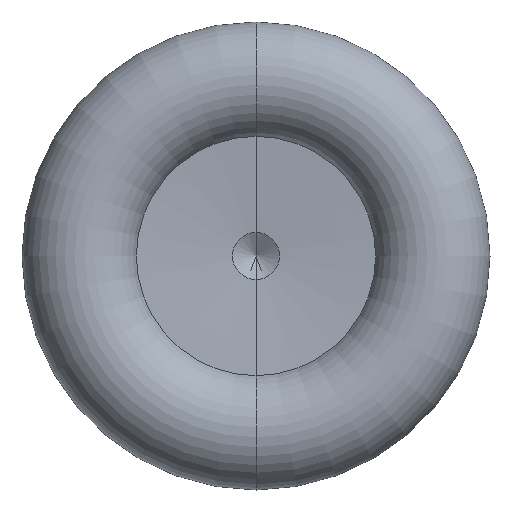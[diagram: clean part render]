
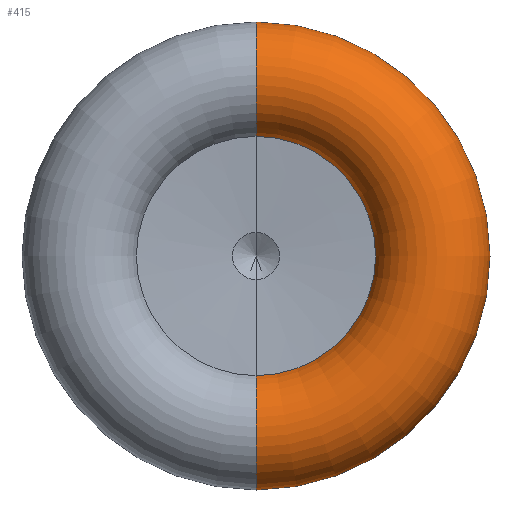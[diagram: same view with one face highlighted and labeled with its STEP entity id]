
A CAD part, front view. The second image highlights one B-rep face of the part: STEP entity #415.
In plain terms, the highlighted toroidal (fillet/blend) face has major radius 7.5 mm and minor radius 2.5 mm.
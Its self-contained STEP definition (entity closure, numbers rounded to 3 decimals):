
#22 = CARTESIAN_POINT ( 'NONE',  ( 0., 4.496, -9.005 ) ) ;
#23 = DIRECTION ( 'NONE',  ( 0., 1., 0. ) ) ;
#30 = DIRECTION ( 'NONE',  ( 0., 0., 1. ) ) ;
#42 = AXIS2_PLACEMENT_3D ( 'NONE', #529, #159, #427 ) ;
#46 = CARTESIAN_POINT ( 'NONE',  ( 0., 1.766, 5.11 ) ) ;
#77 = VERTEX_POINT ( 'NONE', #22 ) ;
#82 = AXIS2_PLACEMENT_3D ( 'NONE', #326, #23, #726 ) ;
#106 = CIRCLE ( 'NONE', #82, 5.11 ) ;
#131 = FACE_OUTER_BOUND ( 'NONE', #336, .T. ) ;
#159 = DIRECTION ( 'NONE',  ( 0., -1., 0. ) ) ;
#166 = VERTEX_POINT ( 'NONE', #266 ) ;
#173 = AXIS2_PLACEMENT_3D ( 'NONE', #610, #372, #30 ) ;
#190 = AXIS2_PLACEMENT_3D ( 'NONE', #528, #669, #370 ) ;
#227 = ORIENTED_EDGE ( 'NONE', *, *, #691, .F. ) ;
#266 = CARTESIAN_POINT ( 'NONE',  ( 0., 1.766, -5.11 ) ) ;
#282 = VERTEX_POINT ( 'NONE', #740 ) ;
#287 = CARTESIAN_POINT ( 'NONE',  ( 0., 2.5, 0. ) ) ;
#289 = ORIENTED_EDGE ( 'NONE', *, *, #666, .T. ) ;
#305 = TOROIDAL_SURFACE ( 'NONE', #640, 7.5, 2.5 ) ;
#308 = EDGE_CURVE ( 'NONE', #166, #77, #538, .T. ) ;
#326 = CARTESIAN_POINT ( 'NONE',  ( 0., 1.766, 0. ) ) ;
#336 = EDGE_LOOP ( 'NONE', ( #741, #645, #289, #227 ) ) ;
#370 = DIRECTION ( 'NONE',  ( 0., 0., -1. ) ) ;
#372 = DIRECTION ( 'NONE',  ( -1., 0., 0. ) ) ;
#415 = ADVANCED_FACE ( 'NONE', ( #131 ), #305, .T. ) ;
#427 = DIRECTION ( 'NONE',  ( 0., 0., 1. ) ) ;
#439 = VERTEX_POINT ( 'NONE', #46 ) ;
#495 = DIRECTION ( 'NONE',  ( 0., 0., 1. ) ) ;
#515 = CIRCLE ( 'NONE', #173, 2.5 ) ;
#528 = CARTESIAN_POINT ( 'NONE',  ( 0., 2.5, -7.5 ) ) ;
#529 = CARTESIAN_POINT ( 'NONE',  ( 0., 4.496, 0. ) ) ;
#538 = CIRCLE ( 'NONE', #190, 2.5 ) ;
#610 = CARTESIAN_POINT ( 'NONE',  ( 0., 2.5, 7.5 ) ) ;
#640 = AXIS2_PLACEMENT_3D ( 'NONE', #287, #681, #495 ) ;
#645 = ORIENTED_EDGE ( 'NONE', *, *, #308, .T. ) ;
#666 = EDGE_CURVE ( 'NONE', #77, #282, #692, .T. ) ;
#669 = DIRECTION ( 'NONE',  ( 1., 0., 0. ) ) ;
#681 = DIRECTION ( 'NONE',  ( 0., 1., 0. ) ) ;
#691 = EDGE_CURVE ( 'NONE', #439, #282, #515, .T. ) ;
#692 = CIRCLE ( 'NONE', #42, 9.005 ) ;
#726 = DIRECTION ( 'NONE',  ( 0., 0., -1. ) ) ;
#740 = CARTESIAN_POINT ( 'NONE',  ( 0., 4.496, 9.005 ) ) ;
#741 = ORIENTED_EDGE ( 'NONE', *, *, #750, .T. ) ;
#750 = EDGE_CURVE ( 'NONE', #439, #166, #106, .T. ) ;
